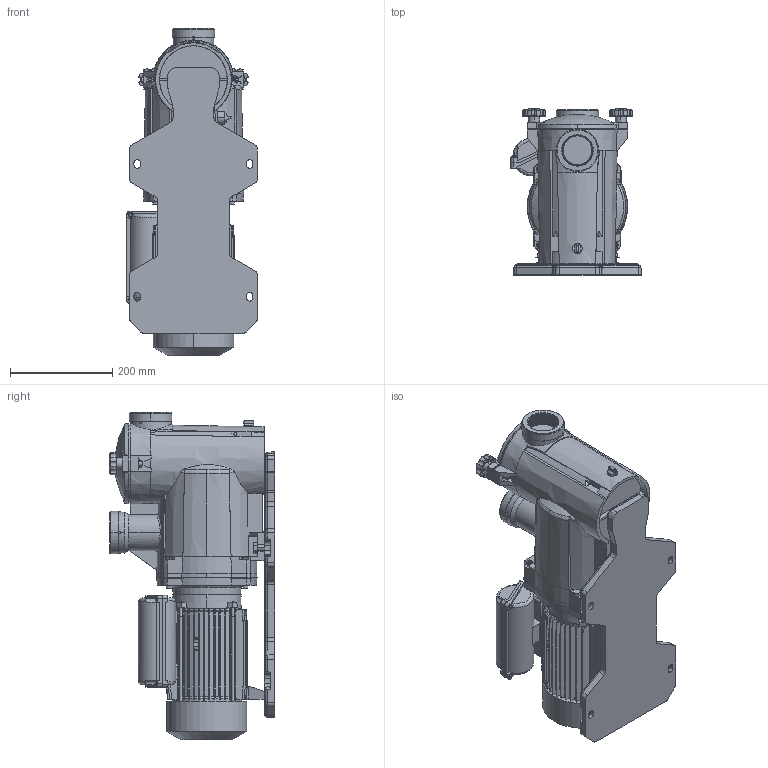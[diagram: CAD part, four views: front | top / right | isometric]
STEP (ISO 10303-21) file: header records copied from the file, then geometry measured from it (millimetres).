
FILE_DESCRIPTION (( 'STEP AP214' ), '1' );
FILE_NAME ('4.93.475.06swa00.step', '2022-07-22T08:55:33', ( '' ), ( '' ), 'SwSTEP 2.0', 'SolidWorks 2020', '' );
FILE_SCHEMA (( 'AUTOMOTIVE_DESIGN' ));
Length unit declared in the file: millimetre
Products named in the file (2): 4.93.475.06swa00; Copia di 4.93.475.06.swa.00^4.93.475.06swa00
Assembly tree (1 placements, depth 2):
  4.93.475.06swa00
    Copia di 4.93.475.06.swa.00^4.93.475.06swa00
Bounding box: 255.7 x 324.18 x 640 mm (x, y, z)
Volume: 19139643.6 mm3; surface area: 1248303.4 mm2
Topology: 21 solids, 21 shells, 3622 faces, 9964 edges, 6495 vertices
Faces by surface type: plane 1430, bspline 1311, cylinder 438, cone 348, torus 81, sphere 14
Entity records: 148721 total; most frequent: CARTESIAN_POINT 64899, ORIENTED_EDGE 19928, DIRECTION 13050, EDGE_CURVE 9964, VERTEX_POINT 6495, VECTOR 6052, LINE 6052, EDGE_LOOP 3787
